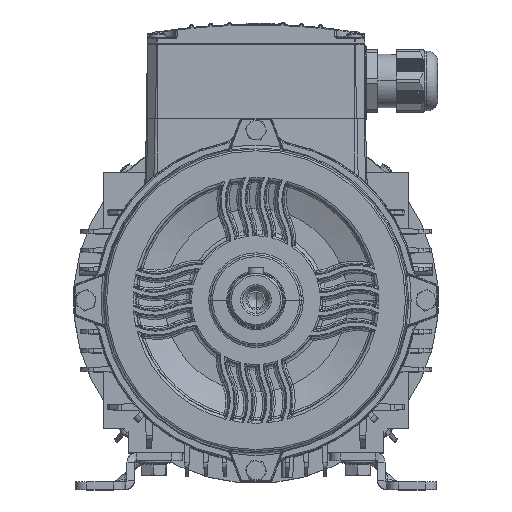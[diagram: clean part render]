
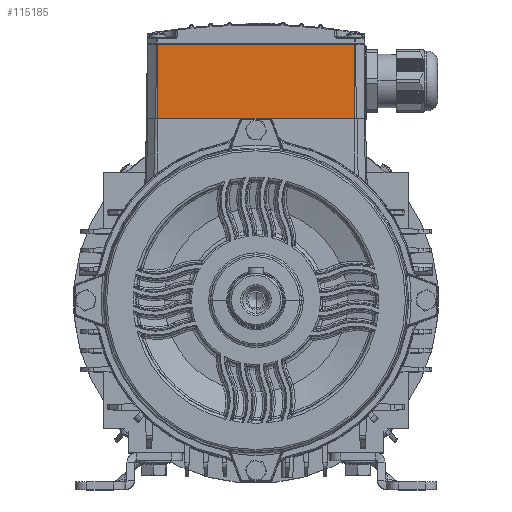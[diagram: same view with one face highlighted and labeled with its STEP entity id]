
A CAD part, top view. The second image highlights one B-rep face of the part: STEP entity #115185.
In plain terms, the highlighted planar face has unit normal (0, 0.009, 1).
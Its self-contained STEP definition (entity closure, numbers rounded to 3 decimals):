
#562 = PLANE ( 'NONE',  #67343 ) ;
#3296 = DIRECTION ( 'NONE',  ( -1., 0., 0. ) ) ;
#5662 = VECTOR ( 'NONE', #18155, 1000. ) ;
#6139 = LINE ( 'NONE', #41864, #13181 ) ;
#9496 = VECTOR ( 'NONE', #48034, 1000. ) ;
#13181 = VECTOR ( 'NONE', #142359, 1000. ) ;
#13554 = ORIENTED_EDGE ( 'NONE', *, *, #34282, .T. ) ;
#15703 = CARTESIAN_POINT ( 'NONE',  ( 57.5, 96., 193.999 ) ) ;
#18155 = DIRECTION ( 'NONE',  ( -0.004, -1., 0.009 ) ) ;
#18995 = ORIENTED_EDGE ( 'NONE', *, *, #73860, .F. ) ;
#23149 = LINE ( 'NONE', #139399, #69739 ) ;
#24607 = DIRECTION ( 'NONE',  ( 0., 0.009, 1. ) ) ;
#24611 = VERTEX_POINT ( 'NONE', #99215 ) ;
#34282 = EDGE_CURVE ( 'NONE', #141453, #109478, #103731, .T. ) ;
#39866 = CARTESIAN_POINT ( 'NONE',  ( -52.23, 96., 193.999 ) ) ;
#41864 = CARTESIAN_POINT ( 'NONE',  ( 57.5, 96., 193.999 ) ) ;
#48034 = DIRECTION ( 'NONE',  ( -0.004, 1., -0.009 ) ) ;
#50326 = EDGE_CURVE ( 'NONE', #52879, #152623, #70506, .T. ) ;
#51367 = DIRECTION ( 'NONE',  ( -1., 0., 0. ) ) ;
#52689 = CARTESIAN_POINT ( 'NONE',  ( 52.088, 135.504, 193.654 ) ) ;
#52879 = VERTEX_POINT ( 'NONE', #99470 ) ;
#52979 = CARTESIAN_POINT ( 'NONE',  ( 57.5, 96., 193.999 ) ) ;
#54736 = LINE ( 'NONE', #15703, #155329 ) ;
#59186 = ORIENTED_EDGE ( 'NONE', *, *, #50326, .T. ) ;
#63699 = EDGE_CURVE ( 'NONE', #52879, #24611, #54736, .T. ) ;
#67079 = VECTOR ( 'NONE', #141032, 1000. ) ;
#67343 = AXIS2_PLACEMENT_3D ( 'NONE', #140032, #24607, #151699 ) ;
#69739 = VECTOR ( 'NONE', #51367, 1000. ) ;
#70506 = LINE ( 'NONE', #161846, #9496 ) ;
#73860 = EDGE_CURVE ( 'NONE', #120266, #109478, #101987, .T. ) ;
#77009 = ORIENTED_EDGE ( 'NONE', *, *, #148252, .T. ) ;
#84703 = CARTESIAN_POINT ( 'NONE',  ( -52.088, 135.504, 193.654 ) ) ;
#99215 = CARTESIAN_POINT ( 'NONE',  ( 52.082, 96., 193.999 ) ) ;
#99470 = CARTESIAN_POINT ( 'NONE',  ( 52.23, 96., 193.999 ) ) ;
#101987 = LINE ( 'NONE', #52979, #67079 ) ;
#103731 = LINE ( 'NONE', #154418, #5662 ) ;
#107390 = EDGE_LOOP ( 'NONE', ( #59186, #77009, #13554, #18995, #153773, #135565 ) ) ;
#107750 = EDGE_CURVE ( 'NONE', #24611, #120266, #6139, .T. ) ;
#109478 = VERTEX_POINT ( 'NONE', #39866 ) ;
#115185 = ADVANCED_FACE ( 'NONE', ( #164178 ), #562, .T. ) ;
#120266 = VERTEX_POINT ( 'NONE', #132927 ) ;
#132927 = CARTESIAN_POINT ( 'NONE',  ( -52.082, 96., 193.999 ) ) ;
#135565 = ORIENTED_EDGE ( 'NONE', *, *, #63699, .F. ) ;
#139399 = CARTESIAN_POINT ( 'NONE',  ( -52.086, 135.504, 193.654 ) ) ;
#140032 = CARTESIAN_POINT ( 'NONE',  ( -52.5, 136., 193.65 ) ) ;
#141032 = DIRECTION ( 'NONE',  ( -1., 0., 0. ) ) ;
#141453 = VERTEX_POINT ( 'NONE', #84703 ) ;
#142359 = DIRECTION ( 'NONE',  ( -1., 0., 0. ) ) ;
#148252 = EDGE_CURVE ( 'NONE', #152623, #141453, #23149, .T. ) ;
#151699 = DIRECTION ( 'NONE',  ( 0., -1., 0.009 ) ) ;
#152623 = VERTEX_POINT ( 'NONE', #52689 ) ;
#153773 = ORIENTED_EDGE ( 'NONE', *, *, #107750, .F. ) ;
#154418 = CARTESIAN_POINT ( 'NONE',  ( -52.086, 135.999, 193.65 ) ) ;
#155329 = VECTOR ( 'NONE', #3296, 1000. ) ;
#161846 = CARTESIAN_POINT ( 'NONE',  ( 52.084, 136.378, 193.647 ) ) ;
#164178 = FACE_OUTER_BOUND ( 'NONE', #107390, .T. ) ;
